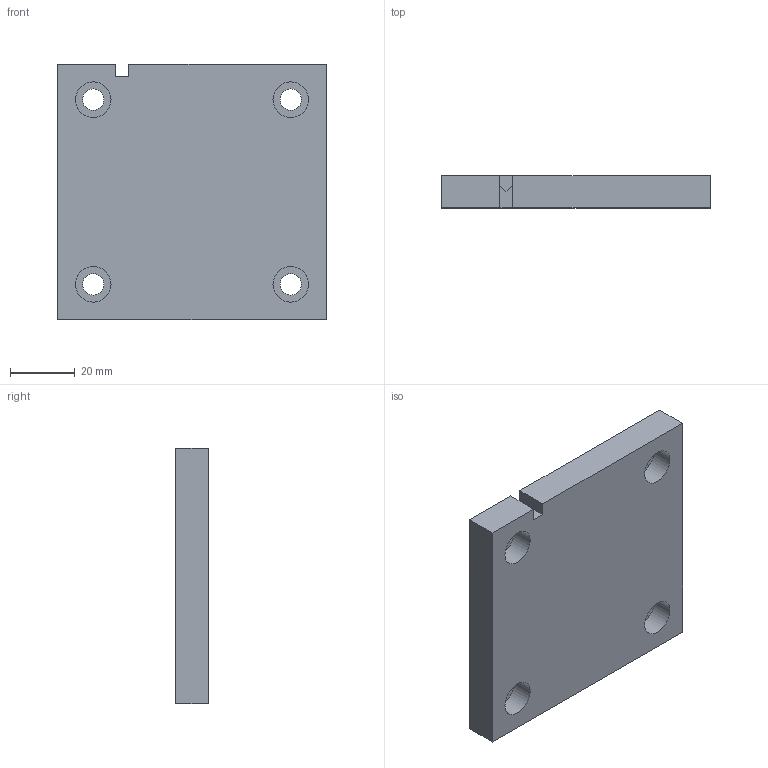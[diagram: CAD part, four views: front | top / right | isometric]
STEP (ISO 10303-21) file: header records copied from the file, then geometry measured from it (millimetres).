
FILE_DESCRIPTION(/* description */ (''),/* implementation_level */ '2;1');
FILE_NAME(/* name */ 'cable lid.step',/* time_stamp */ '2025-03-12T00:34:19+01:00',/* author */ ('klawy'),/* organization */ (''),/* preprocessor_version */ 'ST-DEVELOPER v20',/* originating_system */ 'Autodesk Inventor 2025',/* authorisation */ '');
FILE_SCHEMA (('AUTOMOTIVE_DESIGN { 1 0 10303 214 3 1 1 }'));
Length unit declared in the file: millimetre
Products named in the file (1): cable lid
Bounding box: 83.02 x 10 x 79.02 mm (x, y, z)
Volume: 61307.9 mm3; surface area: 17787.5 mm2
Topology: 1 solids, 1 shells, 33 faces, 81 edges, 54 vertices
Faces by surface type: plane 25, cylinder 8
Full cylindrical faces by diameter (mm): 6.6 x4, 11 x4
Entity records: 1030 total; most frequent: CARTESIAN_POINT 169, DIRECTION 165, ORIENTED_EDGE 162, EDGE_CURVE 81, LINE 65, VECTOR 65, VERTEX_POINT 54, AXIS2_PLACEMENT_3D 50
